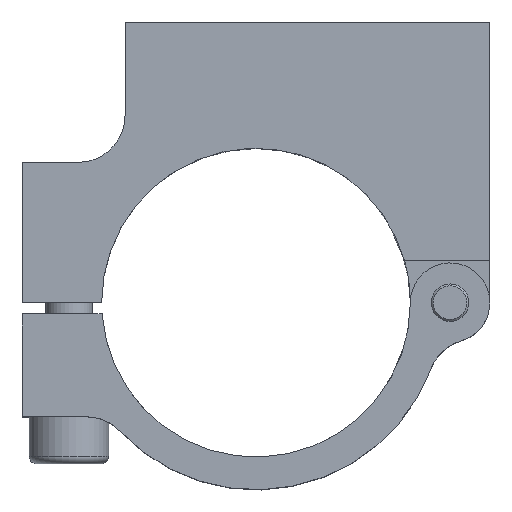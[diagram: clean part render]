
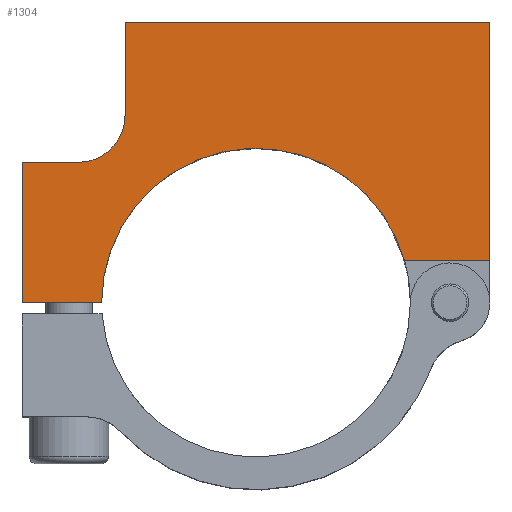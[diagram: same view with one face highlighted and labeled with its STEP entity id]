
A CAD part, top view. The second image highlights one B-rep face of the part: STEP entity #1304.
In plain terms, the highlighted planar face has unit normal (0, 0, 1).
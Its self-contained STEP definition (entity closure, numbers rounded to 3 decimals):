
#62=LINE('',#1872,#132);
#65=LINE('',#1878,#135);
#68=LINE('',#1886,#138);
#70=LINE('',#1895,#140);
#77=LINE('',#1917,#147);
#80=LINE('',#1923,#150);
#81=LINE('',#1928,#151);
#132=VECTOR('',#1554,1000.);
#135=VECTOR('',#1559,1000.);
#138=VECTOR('',#1566,1000.);
#140=VECTOR('',#1578,1000.);
#147=VECTOR('',#1595,1000.);
#150=VECTOR('',#1600,1000.);
#151=VECTOR('',#1609,1000.);
#198=PLANE('',#1413);
#293=ORIENTED_EDGE('',*,*,#506,.T.);
#294=ORIENTED_EDGE('',*,*,#525,.F.);
#295=ORIENTED_EDGE('',*,*,#508,.T.);
#296=ORIENTED_EDGE('',*,*,#519,.T.);
#297=ORIENTED_EDGE('',*,*,#522,.T.);
#298=ORIENTED_EDGE('',*,*,#523,.T.);
#299=ORIENTED_EDGE('',*,*,#496,.T.);
#300=ORIENTED_EDGE('',*,*,#499,.T.);
#301=ORIENTED_EDGE('',*,*,#503,.T.);
#496=EDGE_CURVE('',#613,#616,#62,.T.);
#499=EDGE_CURVE('',#616,#618,#65,.T.);
#503=EDGE_CURVE('',#618,#621,#68,.T.);
#506=EDGE_CURVE('',#621,#623,#704,.T.);
#508=EDGE_CURVE('',#624,#625,#70,.T.);
#519=EDGE_CURVE('',#625,#633,#77,.T.);
#522=EDGE_CURVE('',#633,#635,#80,.T.);
#523=EDGE_CURVE('',#635,#613,#710,.T.);
#525=EDGE_CURVE('',#624,#623,#81,.T.);
#613=VERTEX_POINT('',#1865);
#616=VERTEX_POINT('',#1871);
#618=VERTEX_POINT('',#1877);
#621=VERTEX_POINT('',#1885);
#623=VERTEX_POINT('',#1891);
#624=VERTEX_POINT('',#1896);
#625=VERTEX_POINT('',#1897);
#633=VERTEX_POINT('',#1916);
#635=VERTEX_POINT('',#1922);
#704=CIRCLE('',#1401,16.5);
#710=CIRCLE('',#1411,5.);
#767=EDGE_LOOP('',(#293,#294,#295,#296,#297,#298,#299,#300,#301));
#864=FACE_BOUND('',#767,.T.);
#1304=ADVANCED_FACE('',(#864),#198,.F.);
#1401=AXIS2_PLACEMENT_3D('',#1892,#1572,#1573);
#1411=AXIS2_PLACEMENT_3D('',#1925,#1603,#1604);
#1413=AXIS2_PLACEMENT_3D('',#1927,#1607,#1608);
#1554=DIRECTION('',(-1.,0.,0.));
#1559=DIRECTION('',(0.,-1.,0.));
#1566=DIRECTION('',(1.,0.,0.));
#1572=DIRECTION('',(0.,0.,-1.));
#1573=DIRECTION('',(-1.,0.,0.));
#1578=DIRECTION('',(0.,1.,0.));
#1595=DIRECTION('',(-1.,0.,0.));
#1600=DIRECTION('',(0.,-1.,0.));
#1603=DIRECTION('',(0.,0.,-1.));
#1604=DIRECTION('',(-1.,0.,0.));
#1607=DIRECTION('',(0.,0.,-1.));
#1608=DIRECTION('',(-1.,0.,0.));
#1609=DIRECTION('',(-1.,0.,0.));
#1865=CARTESIAN_POINT('',(-19.,15.,18.));
#1871=CARTESIAN_POINT('',(-25.,15.,18.));
#1872=CARTESIAN_POINT('',(-19.,15.,18.));
#1877=CARTESIAN_POINT('',(-25.,0.,18.));
#1878=CARTESIAN_POINT('',(-25.,15.,18.));
#1885=CARTESIAN_POINT('',(-16.5,0.,18.));
#1886=CARTESIAN_POINT('',(-25.,0.,18.));
#1891=CARTESIAN_POINT('',(15.875,4.5,18.));
#1892=CARTESIAN_POINT('',(0.,0.,18.));
#1895=CARTESIAN_POINT('',(25.,0.,18.));
#1896=CARTESIAN_POINT('',(25.,4.5,18.));
#1897=CARTESIAN_POINT('',(25.,30.,18.));
#1916=CARTESIAN_POINT('',(-14.,30.,18.));
#1917=CARTESIAN_POINT('',(25.,30.,18.));
#1922=CARTESIAN_POINT('',(-14.,20.,18.));
#1923=CARTESIAN_POINT('',(-14.,30.,18.));
#1925=CARTESIAN_POINT('',(-19.,20.,18.));
#1927=CARTESIAN_POINT('',(0.,0.,18.));
#1928=CARTESIAN_POINT('',(29.617,4.5,18.));
